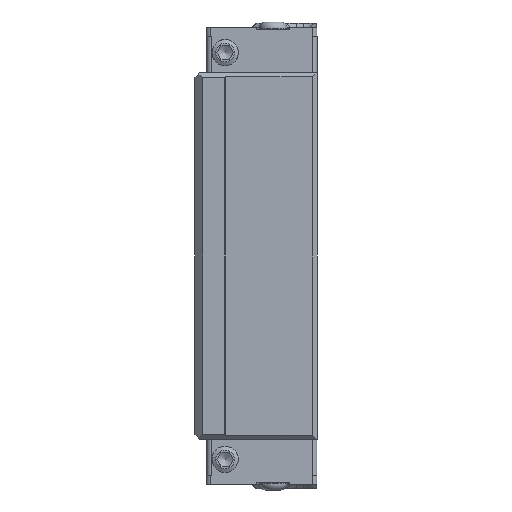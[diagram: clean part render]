
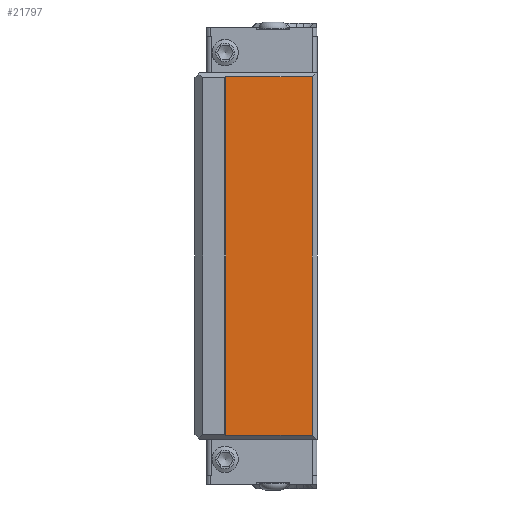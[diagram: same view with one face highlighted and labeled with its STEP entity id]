
A CAD part, left-side view. The second image highlights one B-rep face of the part: STEP entity #21797.
In plain terms, the highlighted planar face has unit normal (-1, 0, 0).
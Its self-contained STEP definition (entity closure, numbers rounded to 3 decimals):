
#1159=LINE('',#33916,#3389);
#1178=LINE('',#33958,#3408);
#1179=LINE('',#33960,#3409);
#1180=LINE('',#33961,#3410);
#3389=VECTOR('',#26611,74.9);
#3408=VECTOR('',#26646,18.1);
#3409=VECTOR('',#26647,74.9);
#3410=VECTOR('',#26648,18.1);
#5694=FACE_OUTER_BOUND('',#6977,.T.);
#6977=EDGE_LOOP('',(#15620,#15621,#15622,#15623));
#9183=VERTEX_POINT('',#33914);
#9184=VERTEX_POINT('',#33915);
#9199=VERTEX_POINT('',#33957);
#9200=VERTEX_POINT('',#33959);
#11525=EDGE_CURVE('',#9183,#9184,#1159,.T.);
#11546=EDGE_CURVE('',#9199,#9183,#1178,.T.);
#11547=EDGE_CURVE('',#9200,#9199,#1179,.T.);
#11548=EDGE_CURVE('',#9184,#9200,#1180,.T.);
#15620=ORIENTED_EDGE('',*,*,#11546,.F.);
#15621=ORIENTED_EDGE('',*,*,#11547,.F.);
#15622=ORIENTED_EDGE('',*,*,#11548,.F.);
#15623=ORIENTED_EDGE('',*,*,#11525,.F.);
#19620=PLANE('',#23254);
#21797=ADVANCED_FACE('',(#5694),#19620,.F.);
#23254=AXIS2_PLACEMENT_3D('',#33956,#26644,#26645);
#26611=DIRECTION('',(0.,0.,1.));
#26644=DIRECTION('center_axis',(1.,0.,0.));
#26645=DIRECTION('ref_axis',(0.,0.,-1.));
#26646=DIRECTION('',(0.,1.,0.));
#26647=DIRECTION('',(0.,0.,-1.));
#26648=DIRECTION('',(0.,-1.,0.));
#33914=CARTESIAN_POINT('',(-21.8,9.947,-37.45));
#33915=CARTESIAN_POINT('',(-21.8,9.947,37.45));
#33916=CARTESIAN_POINT('',(-21.8,9.947,38.25));
#33956=CARTESIAN_POINT('Origin',(-21.8,-9.153,38.25));
#33957=CARTESIAN_POINT('',(-21.8,-8.153,-37.45));
#33958=CARTESIAN_POINT('',(-21.8,2.797,-37.45));
#33959=CARTESIAN_POINT('',(-21.8,-8.153,37.45));
#33960=CARTESIAN_POINT('',(-21.8,-8.153,0.));
#33961=CARTESIAN_POINT('',(-21.8,2.797,37.45));
